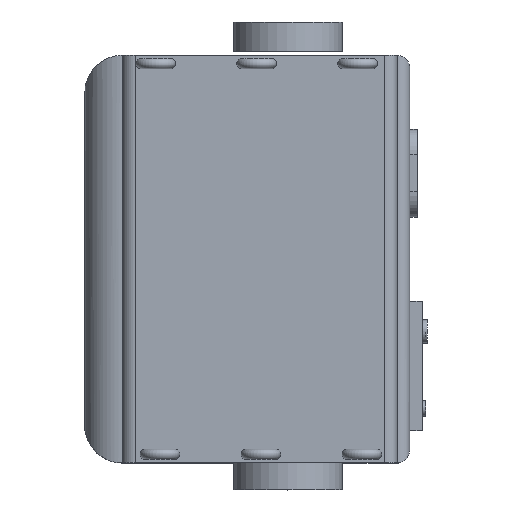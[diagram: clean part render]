
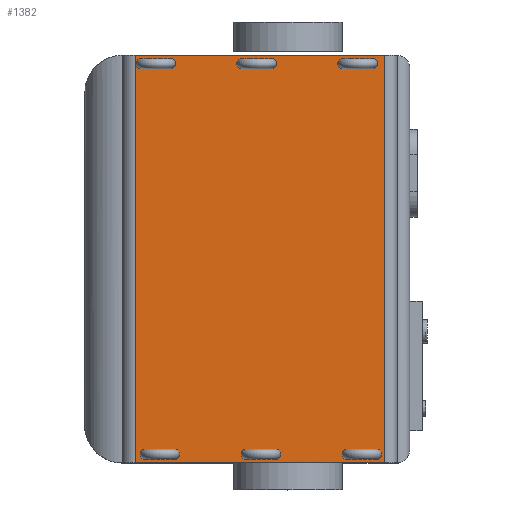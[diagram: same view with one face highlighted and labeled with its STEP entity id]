
A CAD part, top view. The second image highlights one B-rep face of the part: STEP entity #1382.
In plain terms, the highlighted planar face has unit normal (0, 0, 1).
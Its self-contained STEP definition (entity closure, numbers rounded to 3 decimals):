
#69=PLANE('',#1916);
#151=FACE_OUTER_BOUND('',#254,.T.);
#254=EDGE_LOOP('',(#1072,#1073,#1074,#1075));
#439=LINE('',#2799,#547);
#441=LINE('',#2805,#549);
#445=LINE('',#2815,#553);
#446=LINE('',#2816,#554);
#547=VECTOR('',#2294,10.);
#549=VECTOR('',#2300,10.);
#553=VECTOR('',#2308,10.);
#554=VECTOR('',#2309,10.);
#661=VERTEX_POINT('',#2796);
#662=VERTEX_POINT('',#2798);
#664=VERTEX_POINT('',#2804);
#668=VERTEX_POINT('',#2814);
#807=EDGE_CURVE('',#661,#662,#439,.T.);
#810=EDGE_CURVE('',#664,#662,#441,.T.);
#815=EDGE_CURVE('',#661,#668,#445,.T.);
#816=EDGE_CURVE('',#664,#668,#446,.T.);
#1072=ORIENTED_EDGE('',*,*,#807,.F.);
#1073=ORIENTED_EDGE('',*,*,#815,.T.);
#1074=ORIENTED_EDGE('',*,*,#816,.F.);
#1075=ORIENTED_EDGE('',*,*,#810,.T.);
#1382=ADVANCED_FACE('',(#151),#69,.T.);
#1916=AXIS2_PLACEMENT_3D('',#2813,#2306,#2307);
#2294=DIRECTION('',(0.,-1.,0.));
#2300=DIRECTION('',(1.,0.,0.));
#2306=DIRECTION('center_axis',(0.,0.,1.));
#2307=DIRECTION('ref_axis',(-1.,0.,0.));
#2308=DIRECTION('',(-1.,0.,0.));
#2309=DIRECTION('',(0.,1.,0.));
#2796=CARTESIAN_POINT('',(-89.921,-81.596,-12.958));
#2798=CARTESIAN_POINT('',(-89.921,-97.741,-12.958));
#2799=CARTESIAN_POINT('',(-89.921,-93.705,-12.958));
#2804=CARTESIAN_POINT('',(-99.796,-97.741,-12.958));
#2805=CARTESIAN_POINT('',(-101.796,-97.741,-12.958));
#2813=CARTESIAN_POINT('Origin',(-95.359,-89.668,-12.958));
#2814=CARTESIAN_POINT('',(-99.796,-81.596,-12.958));
#2815=CARTESIAN_POINT('',(-88.921,-81.596,-12.958));
#2816=CARTESIAN_POINT('',(-99.796,-85.632,-12.958));
